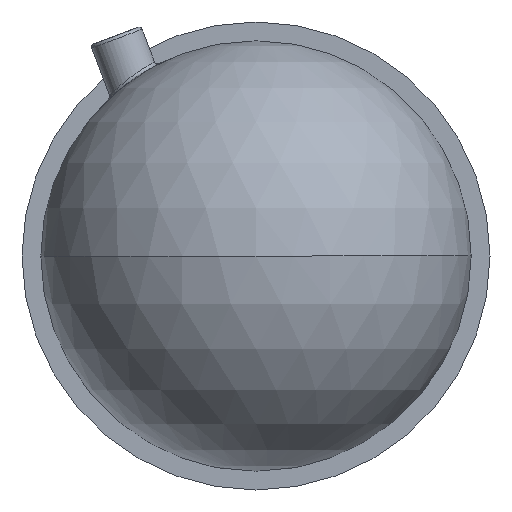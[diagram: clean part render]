
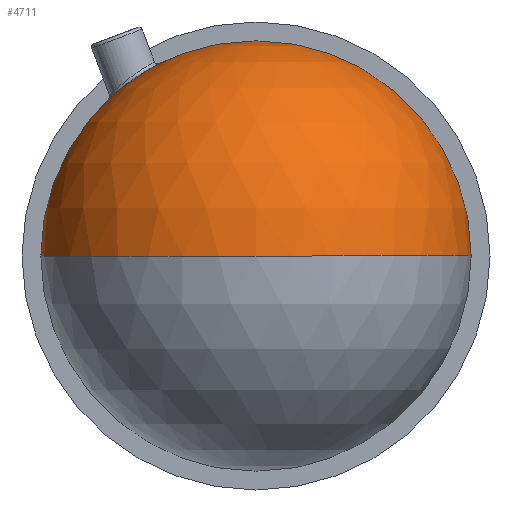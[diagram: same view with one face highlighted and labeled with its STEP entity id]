
A CAD part, front view. The second image highlights one B-rep face of the part: STEP entity #4711.
In plain terms, the highlighted spherical face has radius 50.8 mm.
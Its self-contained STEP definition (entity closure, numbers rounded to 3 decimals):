
#179=CARTESIAN_POINT('POINT9',(-50.8,-76.2,
   0.));
#180=VERTEX_POINT('VERTEX9',#179);
#190=CARTESIAN_POINT('POINT11',(50.8,-76.2,
   0.));
#191=VERTEX_POINT('VERTEX11',#190);
#194=CARTESIAN_POINT('POINT12',(0.,-127.,
   0.));
#195=VERTEX_POINT('VERTEX12',#194);
#196=CARTESIAN_POINT('POS16',(0.,-76.2,0.));
#197=DIRECTION('DIR29',(0.,0.,1.));
#198=DIRECTION('DIR30',(0.,-1.,
   0.));
#199=AXIS2_PLACEMENT_3D('AXIS14',#196,#197,#198);
#200=CIRCLE('ELLIPSE10',#199,50.8);
#201=EDGE_CURVE('EDGE15',#195,#191,#200,.T.);
#203=CARTESIAN_POINT('POS17',(0.,-76.2,0.));
#204=DIRECTION('DIR31',(0.,0.,-1.));
#205=DIRECTION('DIR32',(0.,-1.,
   0.));
#206=AXIS2_PLACEMENT_3D('AXIS15',#203,#204,#205);
#207=CIRCLE('ELLIPSE11',#206,50.8);
#208=EDGE_CURVE('EDGE16',#195,#180,#207,.T.);
#212=CARTESIAN_POINT('POS18',(0.,-76.2,0.));
#213=DIRECTION('DIR33',(0.,0.,1.));
#214=DIRECTION('DIR34',(1.,0.,0.));
#215=AXIS2_PLACEMENT_3D('AXIS16',#212,#213,#214);
#216=SPHERICAL_SURFACE('SPHERE_SURF1',#215,50.8);
#4696=ORIENTED_EDGE('COEDGE33',*,*,#201,.T.);
#4697=CARTESIAN_POINT('POINT15',(0.,-76.2,50.8));
#4698=VERTEX_POINT('VERTEX15',#4697);
#4699=CARTESIAN_POINT('POS19',(0.,-76.2,0.));
#4700=DIRECTION('DIR35',(0.,-1.,0.));
#4701=DIRECTION('DIR36',(1.,0.,0.));
#4702=AXIS2_PLACEMENT_3D('AXIS17',#4699,#4700,#4701);
#4703=CIRCLE('ELLIPSE12',#4702,50.8);
#4704=EDGE_CURVE('EDGE21',#4698,#191,#4703,.F.);
#4705=ORIENTED_EDGE('COEDGE34',*,*,#4704,.F.);
#4706=EDGE_CURVE('EDGE22',#180,#4698,#4703,.F.);
#4707=ORIENTED_EDGE('COEDGE35',*,*,#4706,.F.);
#4708=ORIENTED_EDGE('COEDGE36',*,*,#208,.F.);
#4709=EDGE_LOOP('NONE',(#4696,#4705,#4707,#4708));
#4710=FACE_BOUND('LOOP1',#4709,.T.);
#4711=ADVANCED_FACE('FACE10',(#4710),#216,.T.);
